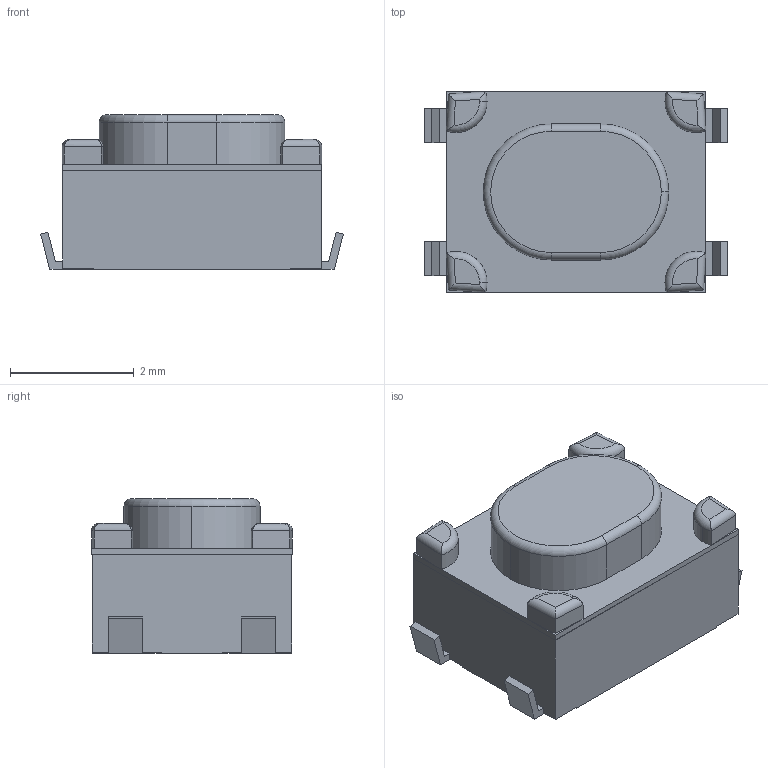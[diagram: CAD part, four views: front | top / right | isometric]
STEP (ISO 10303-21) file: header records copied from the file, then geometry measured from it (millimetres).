
FILE_DESCRIPTION (( 'STEP AP214' ), '1' );
FILE_NAME ('SW-SMD_4P-L4.2-W3.3-H2.5-P2.15-LS4.6.step', '2022-07-26T07:57:34', ( '' ), ( '' ), 'SwSTEP 2.0', 'SolidWorks 2021', '' );
FILE_SCHEMA (( 'AUTOMOTIVE_DESIGN' ));
Length unit declared in the file: millimetre
Products named in the file (1): SW-SMD_4P-L4.2-W3.3-H2.5-P2.15-LS4.6
Bounding box: 4.89 x 3.25 x 2.5 mm (x, y, z)
Volume: 28.1 mm3; surface area: 66.3 mm2
Topology: 1 solids, 1 shells, 343 faces, 911 edges, 594 vertices
Faces by surface type: plane 211, bspline 98, cylinder 25, torus 9
Entity records: 14961 total; most frequent: CARTESIAN_POINT 3311, ORIENTED_EDGE 1822, DIRECTION 1240, EDGE_CURVE 911, VECTOR 650, LINE 650, VERTEX_POINT 594, EDGE_LOOP 367
